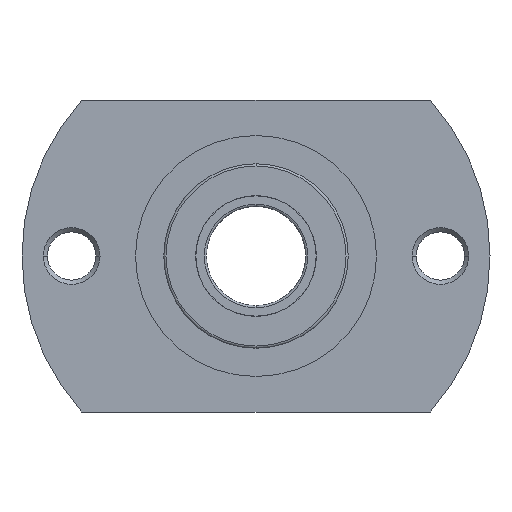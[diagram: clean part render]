
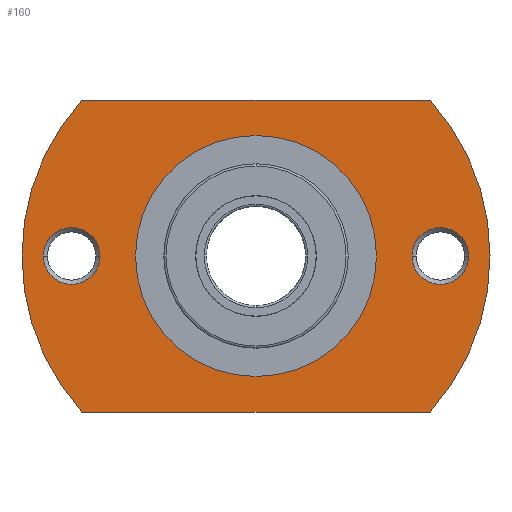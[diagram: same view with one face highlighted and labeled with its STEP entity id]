
A CAD part, left-side view. The second image highlights one B-rep face of the part: STEP entity #160.
In plain terms, the highlighted planar face has unit normal (-1, 0, 0).
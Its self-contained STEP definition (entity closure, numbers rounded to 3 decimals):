
#160 = ADVANCED_FACE( '', ( #292, #293, #294, #295 ), #296, .T. );
#292 = FACE_BOUND( '', #491, .T. );
#293 = FACE_BOUND( '', #492, .T. );
#294 = FACE_OUTER_BOUND( '', #493, .T. );
#295 = FACE_BOUND( '', #494, .T. );
#296 = PLANE( '', #495 );
#491 = EDGE_LOOP( '', ( #876, #877 ) );
#492 = EDGE_LOOP( '', ( #878, #879 ) );
#493 = EDGE_LOOP( '', ( #880, #881, #882, #883, #884, #885 ) );
#494 = EDGE_LOOP( '', ( #886, #887 ) );
#495 = AXIS2_PLACEMENT_3D( '', #888, #889, #890 );
#876 = ORIENTED_EDGE( '', *, *, #1391, .T. );
#877 = ORIENTED_EDGE( '', *, *, #1347, .T. );
#878 = ORIENTED_EDGE( '', *, *, #1397, .T. );
#879 = ORIENTED_EDGE( '', *, *, #1333, .T. );
#880 = ORIENTED_EDGE( '', *, *, #1399, .T. );
#881 = ORIENTED_EDGE( '', *, *, #1315, .T. );
#882 = ORIENTED_EDGE( '', *, *, #1404, .T. );
#883 = ORIENTED_EDGE( '', *, *, #1402, .T. );
#884 = ORIENTED_EDGE( '', *, *, #1405, .T. );
#885 = ORIENTED_EDGE( '', *, *, #1331, .T. );
#886 = ORIENTED_EDGE( '', *, *, #1311, .F. );
#887 = ORIENTED_EDGE( '', *, *, #1406, .F. );
#888 = CARTESIAN_POINT( '', ( 2., 25., 0. ) );
#889 = DIRECTION( '', ( -1., 0., 0. ) );
#890 = DIRECTION( '', ( 0., 1., 0. ) );
#1311 = EDGE_CURVE( '', #1526, #1529, #1530, .T. );
#1315 = EDGE_CURVE( '', #1537, #1534, #1538, .T. );
#1331 = EDGE_CURVE( '', #1563, #1567, #1569, .T. );
#1333 = EDGE_CURVE( '', #1573, #1570, #1574, .T. );
#1347 = EDGE_CURVE( '', #1599, #1596, #1600, .T. );
#1391 = EDGE_CURVE( '', #1596, #1599, #1667, .T. );
#1397 = EDGE_CURVE( '', #1570, #1573, #1673, .T. );
#1399 = EDGE_CURVE( '', #1567, #1537, #1675, .T. );
#1402 = EDGE_CURVE( '', #1681, #1679, #1682, .T. );
#1404 = EDGE_CURVE( '', #1534, #1681, #1684, .T. );
#1405 = EDGE_CURVE( '', #1679, #1563, #1685, .T. );
#1406 = EDGE_CURVE( '', #1529, #1526, #1686, .T. );
#1526 = VERTEX_POINT( '', #1882 );
#1529 = VERTEX_POINT( '', #1886 );
#1530 = CIRCLE( '', #1887, 17. );
#1534 = VERTEX_POINT( '', #1892 );
#1537 = VERTEX_POINT( '', #1896 );
#1538 = CIRCLE( '', #1897, 33. );
#1563 = VERTEX_POINT( '', #1993 );
#1567 = VERTEX_POINT( '', #1998 );
#1569 = CIRCLE( '', #2001, 33. );
#1570 = VERTEX_POINT( '', #2002 );
#1573 = VERTEX_POINT( '', #2006 );
#1574 = CIRCLE( '', #2007, 4. );
#1596 = VERTEX_POINT( '', #2036 );
#1599 = VERTEX_POINT( '', #2040 );
#1600 = CIRCLE( '', #2041, 4. );
#1667 = CIRCLE( '', #2193, 4. );
#1673 = CIRCLE( '', #2199, 4. );
#1675 = LINE( '', #2202, #2203 );
#1679 = VERTEX_POINT( '', #2208 );
#1681 = VERTEX_POINT( '', #2211 );
#1682 = LINE( '', #2212, #2213 );
#1684 = CIRCLE( '', #2216, 33. );
#1685 = CIRCLE( '', #2217, 33. );
#1686 = CIRCLE( '', #2218, 17. );
#1882 = CARTESIAN_POINT( '', ( 2., 17., 0. ) );
#1886 = CARTESIAN_POINT( '', ( 2., -17., 0. ) );
#1887 = AXIS2_PLACEMENT_3D( '', #2427, #2428, #2429 );
#1892 = CARTESIAN_POINT( '', ( 2., -33., 0. ) );
#1896 = CARTESIAN_POINT( '', ( 2., -24.597, -22. ) );
#1897 = AXIS2_PLACEMENT_3D( '', #2435, #2436, #2437 );
#1993 = CARTESIAN_POINT( '', ( 2., 33., 0. ) );
#1998 = CARTESIAN_POINT( '', ( 2., 24.597, -22. ) );
#2001 = AXIS2_PLACEMENT_3D( '', #2463, #2464, #2465 );
#2002 = CARTESIAN_POINT( '', ( 2., 30., 0. ) );
#2006 = CARTESIAN_POINT( '', ( 2., 22., 0. ) );
#2007 = AXIS2_PLACEMENT_3D( '', #2467, #2468, #2469 );
#2036 = CARTESIAN_POINT( '', ( 2., -22., 0. ) );
#2040 = CARTESIAN_POINT( '', ( 2., -30., 0. ) );
#2041 = AXIS2_PLACEMENT_3D( '', #2493, #2494, #2495 );
#2193 = AXIS2_PLACEMENT_3D( '', #2581, #2582, #2583 );
#2199 = AXIS2_PLACEMENT_3D( '', #2599, #2600, #2601 );
#2202 = CARTESIAN_POINT( '', ( 2., -4., -22. ) );
#2203 = VECTOR( '', #2603, 1. );
#2208 = CARTESIAN_POINT( '', ( 2., 24.597, 22. ) );
#2211 = CARTESIAN_POINT( '', ( 2., -24.597, 22. ) );
#2212 = CARTESIAN_POINT( '', ( 2., 29., 22. ) );
#2213 = VECTOR( '', #2606, 1. );
#2216 = AXIS2_PLACEMENT_3D( '', #2608, #2609, #2610 );
#2217 = AXIS2_PLACEMENT_3D( '', #2611, #2612, #2613 );
#2218 = AXIS2_PLACEMENT_3D( '', #2614, #2615, #2616 );
#2427 = CARTESIAN_POINT( '', ( 2., 0., 0. ) );
#2428 = DIRECTION( '', ( -1., 0., 0. ) );
#2429 = DIRECTION( '', ( 0., 1., 0. ) );
#2435 = CARTESIAN_POINT( '', ( 2., 0., 0. ) );
#2436 = DIRECTION( '', ( -1., 0., 0. ) );
#2437 = DIRECTION( '', ( 0., 1., 0. ) );
#2463 = CARTESIAN_POINT( '', ( 2., 0., 0. ) );
#2464 = DIRECTION( '', ( -1., 0., 0. ) );
#2465 = DIRECTION( '', ( 0., 1., 0. ) );
#2467 = CARTESIAN_POINT( '', ( 2., 26., 0. ) );
#2468 = DIRECTION( '', ( 1., 0., 0. ) );
#2469 = DIRECTION( '', ( 0., 1., 0. ) );
#2493 = CARTESIAN_POINT( '', ( 2., -26., 0. ) );
#2494 = DIRECTION( '', ( 1., 0., 0. ) );
#2495 = DIRECTION( '', ( 0., 1., 0. ) );
#2581 = CARTESIAN_POINT( '', ( 2., -26., 0. ) );
#2582 = DIRECTION( '', ( 1., 0., 0. ) );
#2583 = DIRECTION( '', ( 0., 1., 0. ) );
#2599 = CARTESIAN_POINT( '', ( 2., 26., 0. ) );
#2600 = DIRECTION( '', ( 1., 0., 0. ) );
#2601 = DIRECTION( '', ( 0., 1., 0. ) );
#2603 = DIRECTION( '', ( 0., -1., 0. ) );
#2606 = DIRECTION( '', ( 0., 1., 0. ) );
#2608 = CARTESIAN_POINT( '', ( 2., 0., 0. ) );
#2609 = DIRECTION( '', ( -1., 0., 0. ) );
#2610 = DIRECTION( '', ( 0., 1., 0. ) );
#2611 = CARTESIAN_POINT( '', ( 2., 0., 0. ) );
#2612 = DIRECTION( '', ( -1., 0., 0. ) );
#2613 = DIRECTION( '', ( 0., 1., 0. ) );
#2614 = CARTESIAN_POINT( '', ( 2., 0., 0. ) );
#2615 = DIRECTION( '', ( -1., 0., 0. ) );
#2616 = DIRECTION( '', ( 0., 1., 0. ) );
